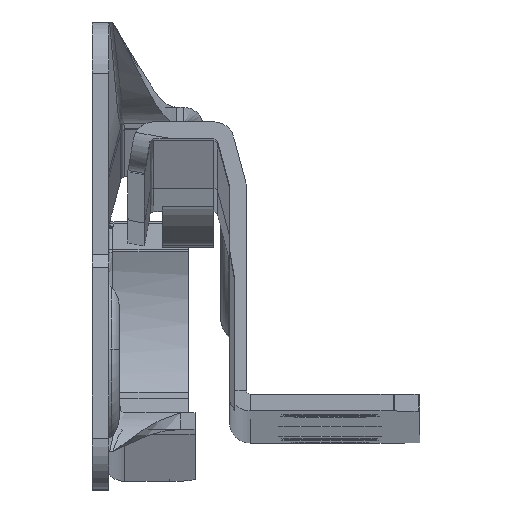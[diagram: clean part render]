
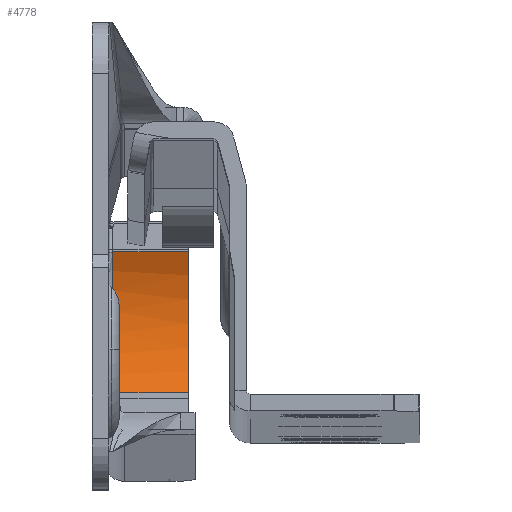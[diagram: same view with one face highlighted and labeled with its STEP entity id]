
A CAD part, top view. The second image highlights one B-rep face of the part: STEP entity #4778.
In plain terms, the highlighted cylindrical face has radius 11 mm (diameter 22 mm), a partial arc.
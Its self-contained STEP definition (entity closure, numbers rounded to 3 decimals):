
#76 = ORIENTED_EDGE ( 'NONE', *, *, #1511, .F. ) ;
#109 = AXIS2_PLACEMENT_3D ( 'NONE', #14363, #7739, #21059 ) ;
#472 = CARTESIAN_POINT ( 'NONE',  ( 0.3, -2.904, -287.701 ) ) ;
#1167 = VERTEX_POINT ( 'NONE', #9749 ) ;
#1511 = EDGE_CURVE ( 'NONE', #3943, #1167, #21264, .T. ) ;
#1606 = VECTOR ( 'NONE', #16331, 1000. ) ;
#2162 = VERTEX_POINT ( 'NONE', #18748 ) ;
#2333 = LINE ( 'NONE', #12592, #12461 ) ;
#2452 = EDGE_LOOP ( 'NONE', ( #9756, #3733, #13491, #76, #12339 ) ) ;
#2496 = CARTESIAN_POINT ( 'NONE',  ( 6.2, -9.239, -296.693 ) ) ;
#3205 = VERTEX_POINT ( 'NONE', #8539 ) ;
#3733 = ORIENTED_EDGE ( 'NONE', *, *, #20564, .T. ) ;
#3858 = DIRECTION ( 'NONE',  ( 0., 0., -1. ) ) ;
#3943 = VERTEX_POINT ( 'NONE', #2496 ) ;
#4043 = AXIS2_PLACEMENT_3D ( 'NONE', #12270, #20315, #20427 ) ;
#4205 = DIRECTION ( 'NONE',  ( -1., 0., 0. ) ) ;
#4670 = EDGE_CURVE ( 'NONE', #3205, #2162, #2333, .T. ) ;
#4778 = ADVANCED_FACE ( 'NONE', ( #19187 ), #7627, .F. ) ;
#5617 = DIRECTION ( 'NONE',  ( -1., 0., 0. ) ) ;
#6177 = CARTESIAN_POINT ( 'NONE',  ( 6.2, -9.239, -296.693 ) ) ;
#7610 = CARTESIAN_POINT ( 'NONE',  ( 0.3, -2.904, -298.701 ) ) ;
#7627 = CYLINDRICAL_SURFACE ( 'NONE', #109, 11. ) ;
#7739 = DIRECTION ( 'NONE',  ( -1., 0., 0. ) ) ;
#8539 = CARTESIAN_POINT ( 'NONE',  ( 6.2, 1.716, -297.683 ) ) ;
#8818 = AXIS2_PLACEMENT_3D ( 'NONE', #19390, #5617, #3858 ) ;
#9749 = CARTESIAN_POINT ( 'NONE',  ( 0.3, -9.239, -296.693 ) ) ;
#9756 = ORIENTED_EDGE ( 'NONE', *, *, #4670, .T. ) ;
#10059 = CIRCLE ( 'NONE', #4043, 11. ) ;
#10201 = DIRECTION ( 'NONE',  ( 0., 0., -1. ) ) ;
#12270 = CARTESIAN_POINT ( 'NONE',  ( 0.3, -2.904, -287.701 ) ) ;
#12339 = ORIENTED_EDGE ( 'NONE', *, *, #13122, .F. ) ;
#12461 = VECTOR ( 'NONE', #4205, 1000. ) ;
#12592 = CARTESIAN_POINT ( 'NONE',  ( 6.2, 1.716, -297.683 ) ) ;
#13122 = EDGE_CURVE ( 'NONE', #3205, #3943, #15860, .T. ) ;
#13386 = AXIS2_PLACEMENT_3D ( 'NONE', #472, #20762, #10201 ) ;
#13491 = ORIENTED_EDGE ( 'NONE', *, *, #16159, .T. ) ;
#14363 = CARTESIAN_POINT ( 'NONE',  ( 6.2, -2.904, -287.701 ) ) ;
#14951 = VERTEX_POINT ( 'NONE', #7610 ) ;
#15860 = CIRCLE ( 'NONE', #8818, 11. ) ;
#16159 = EDGE_CURVE ( 'NONE', #14951, #1167, #10059, .T. ) ;
#16331 = DIRECTION ( 'NONE',  ( -1., 0., 0. ) ) ;
#18648 = CIRCLE ( 'NONE', #13386, 11. ) ;
#18748 = CARTESIAN_POINT ( 'NONE',  ( 0.3, 1.716, -297.683 ) ) ;
#19187 = FACE_OUTER_BOUND ( 'NONE', #2452, .T. ) ;
#19390 = CARTESIAN_POINT ( 'NONE',  ( 6.2, -2.904, -287.701 ) ) ;
#20315 = DIRECTION ( 'NONE',  ( -1., 0., 0. ) ) ;
#20427 = DIRECTION ( 'NONE',  ( 0., 0., -1. ) ) ;
#20564 = EDGE_CURVE ( 'NONE', #2162, #14951, #18648, .T. ) ;
#20762 = DIRECTION ( 'NONE',  ( -1., 0., 0. ) ) ;
#21059 = DIRECTION ( 'NONE',  ( 0., 0., 1. ) ) ;
#21264 = LINE ( 'NONE', #6177, #1606 ) ;
